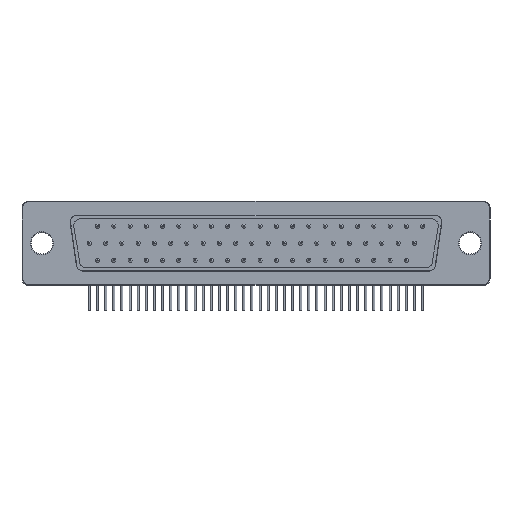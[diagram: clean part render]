
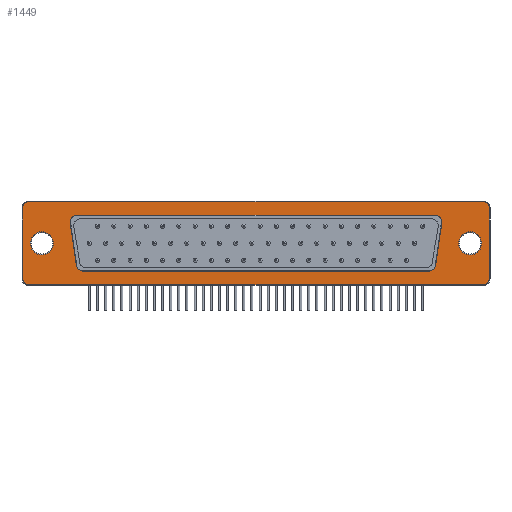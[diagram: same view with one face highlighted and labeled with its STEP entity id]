
A CAD part, front view. The second image highlights one B-rep face of the part: STEP entity #1449.
In plain terms, the highlighted planar face has unit normal (0, -1, 0).
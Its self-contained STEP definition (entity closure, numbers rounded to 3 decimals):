
#560 = VERTEX_POINT('',#561);
#561 = CARTESIAN_POINT('',(-3.057,-14.78,10.4));
#567 = EDGE_CURVE('',#560,#568,#570,.T.);
#568 = VERTEX_POINT('',#569);
#569 = CARTESIAN_POINT('',(-4.046,-14.78,9.256));
#570 = CIRCLE('',#571,1.);
#571 = AXIS2_PLACEMENT_3D('',#572,#573,#574);
#572 = CARTESIAN_POINT('',(-3.057,-14.78,9.4));
#573 = DIRECTION('',(0.,-1.,0.));
#574 = DIRECTION('',(0.,0.,-1.));
#594 = VERTEX_POINT('',#595);
#595 = CARTESIAN_POINT('',(50.052,-14.78,10.4));
#601 = EDGE_CURVE('',#560,#594,#602,.T.);
#602 = LINE('',#603,#604);
#603 = CARTESIAN_POINT('',(-4.213,-14.78,10.4));
#604 = VECTOR('',#605,1.);
#605 = DIRECTION('',(1.,0.,0.));
#616 = VERTEX_POINT('',#617);
#617 = CARTESIAN_POINT('',(-3.132,-14.78,2.956));
#625 = EDGE_CURVE('',#616,#568,#626,.T.);
#626 = LINE('',#627,#628);
#627 = CARTESIAN_POINT('',(-3.008,-14.78,2.1));
#628 = VECTOR('',#629,1.);
#629 = DIRECTION('',(-0.144,0.,0.99)
);
#640 = EDGE_CURVE('',#594,#641,#643,.T.);
#641 = VERTEX_POINT('',#642);
#642 = CARTESIAN_POINT('',(51.041,-14.78,9.256));
#643 = CIRCLE('',#644,1.);
#644 = AXIS2_PLACEMENT_3D('',#645,#646,#647);
#645 = CARTESIAN_POINT('',(50.052,-14.78,9.4));
#646 = DIRECTION('',(0.,1.,0.));
#647 = DIRECTION('',(0.,0.,-1.));
#665 = VERTEX_POINT('',#666);
#666 = CARTESIAN_POINT('',(-2.142,-14.78,2.1));
#672 = EDGE_CURVE('',#665,#616,#673,.T.);
#673 = CIRCLE('',#674,1.);
#674 = AXIS2_PLACEMENT_3D('',#675,#676,#677);
#675 = CARTESIAN_POINT('',(-2.142,-14.78,3.1));
#676 = DIRECTION('',(0.,1.,0.));
#677 = DIRECTION('',(0.,0.,-1.));
#690 = VERTEX_POINT('',#691);
#691 = CARTESIAN_POINT('',(50.127,-14.78,2.956));
#697 = EDGE_CURVE('',#641,#690,#698,.T.);
#698 = LINE('',#699,#700);
#699 = CARTESIAN_POINT('',(51.208,-14.78,10.4));
#700 = VECTOR('',#701,1.);
#701 = DIRECTION('',(-0.144,0.,-0.99
));
#714 = EDGE_CURVE('',#715,#665,#717,.T.);
#715 = VERTEX_POINT('',#716);
#716 = CARTESIAN_POINT('',(49.137,-14.78,2.1));
#717 = LINE('',#718,#719);
#718 = CARTESIAN_POINT('',(50.003,-14.78,2.1));
#719 = VECTOR('',#720,1.);
#720 = DIRECTION('',(-1.,0.,0.));
#738 = EDGE_CURVE('',#690,#715,#739,.T.);
#739 = CIRCLE('',#740,1.);
#740 = AXIS2_PLACEMENT_3D('',#741,#742,#743);
#741 = CARTESIAN_POINT('',(49.137,-14.78,3.1));
#742 = DIRECTION('',(0.,1.,0.));
#743 = DIRECTION('',(0.,0.,-1.));
#1449 = ADVANCED_FACE('',(#1450,#1520,#1531,#1541),#1552,.T.);
#1450 = FACE_BOUND('',#1451,.T.);
#1451 = EDGE_LOOP('',(#1452,#1462,#1471,#1479,#1488,#1496,#1505,#1513));
#1452 = ORIENTED_EDGE('',*,*,#1453,.T.);
#1453 = EDGE_CURVE('',#1454,#1456,#1458,.T.);
#1454 = VERTEX_POINT('',#1455);
#1455 = CARTESIAN_POINT('',(-11.103,-14.78,11.5));
#1456 = VERTEX_POINT('',#1457);
#1457 = CARTESIAN_POINT('',(-11.103,-14.78,1.));
#1458 = LINE('',#1459,#1460);
#1459 = CARTESIAN_POINT('',(-11.103,-14.78,11.5));
#1460 = VECTOR('',#1461,1.);
#1461 = DIRECTION('',(0.,0.,-1.));
#1462 = ORIENTED_EDGE('',*,*,#1463,.T.);
#1463 = EDGE_CURVE('',#1456,#1464,#1466,.T.);
#1464 = VERTEX_POINT('',#1465);
#1465 = CARTESIAN_POINT('',(-10.203,-14.78,0.1));
#1466 = CIRCLE('',#1467,0.9);
#1467 = AXIS2_PLACEMENT_3D('',#1468,#1469,#1470);
#1468 = CARTESIAN_POINT('',(-10.203,-14.78,1.));
#1469 = DIRECTION('',(0.,-1.,0.));
#1470 = DIRECTION('',(-1.,0.,0.));
#1471 = ORIENTED_EDGE('',*,*,#1472,.T.);
#1472 = EDGE_CURVE('',#1464,#1473,#1475,.T.);
#1473 = VERTEX_POINT('',#1474);
#1474 = CARTESIAN_POINT('',(57.198,-14.78,0.1));
#1475 = LINE('',#1476,#1477);
#1476 = CARTESIAN_POINT('',(-10.203,-14.78,0.1));
#1477 = VECTOR('',#1478,1.);
#1478 = DIRECTION('',(1.,0.,0.));
#1479 = ORIENTED_EDGE('',*,*,#1480,.T.);
#1480 = EDGE_CURVE('',#1473,#1481,#1483,.T.);
#1481 = VERTEX_POINT('',#1482);
#1482 = CARTESIAN_POINT('',(58.098,-14.78,1.));
#1483 = CIRCLE('',#1484,0.9);
#1484 = AXIS2_PLACEMENT_3D('',#1485,#1486,#1487);
#1485 = CARTESIAN_POINT('',(57.198,-14.78,1.));
#1486 = DIRECTION('',(0.,-1.,0.));
#1487 = DIRECTION('',(0.,0.,-1.));
#1488 = ORIENTED_EDGE('',*,*,#1489,.T.);
#1489 = EDGE_CURVE('',#1481,#1490,#1492,.T.);
#1490 = VERTEX_POINT('',#1491);
#1491 = CARTESIAN_POINT('',(58.098,-14.78,11.5));
#1492 = LINE('',#1493,#1494);
#1493 = CARTESIAN_POINT('',(58.098,-14.78,1.));
#1494 = VECTOR('',#1495,1.);
#1495 = DIRECTION('',(0.,0.,1.));
#1496 = ORIENTED_EDGE('',*,*,#1497,.T.);
#1497 = EDGE_CURVE('',#1490,#1498,#1500,.T.);
#1498 = VERTEX_POINT('',#1499);
#1499 = CARTESIAN_POINT('',(57.198,-14.78,12.4));
#1500 = CIRCLE('',#1501,0.9);
#1501 = AXIS2_PLACEMENT_3D('',#1502,#1503,#1504);
#1502 = CARTESIAN_POINT('',(57.198,-14.78,11.5));
#1503 = DIRECTION('',(0.,-1.,0.));
#1504 = DIRECTION('',(1.,0.,0.));
#1505 = ORIENTED_EDGE('',*,*,#1506,.T.);
#1506 = EDGE_CURVE('',#1498,#1507,#1509,.T.);
#1507 = VERTEX_POINT('',#1508);
#1508 = CARTESIAN_POINT('',(-10.203,-14.78,12.4));
#1509 = LINE('',#1510,#1511);
#1510 = CARTESIAN_POINT('',(57.198,-14.78,12.4));
#1511 = VECTOR('',#1512,1.);
#1512 = DIRECTION('',(-1.,0.,0.));
#1513 = ORIENTED_EDGE('',*,*,#1514,.T.);
#1514 = EDGE_CURVE('',#1507,#1454,#1515,.T.);
#1515 = CIRCLE('',#1516,0.9);
#1516 = AXIS2_PLACEMENT_3D('',#1517,#1518,#1519);
#1517 = CARTESIAN_POINT('',(-10.203,-14.78,11.5));
#1518 = DIRECTION('',(0.,-1.,0.));
#1519 = DIRECTION('',(0.,0.,1.));
#1520 = FACE_BOUND('',#1521,.T.);
#1521 = EDGE_LOOP('',(#1522));
#1522 = ORIENTED_EDGE('',*,*,#1523,.F.);
#1523 = EDGE_CURVE('',#1524,#1524,#1526,.T.);
#1524 = VERTEX_POINT('',#1525);
#1525 = CARTESIAN_POINT('',(56.948,-14.78,6.25));
#1526 = CIRCLE('',#1527,1.7);
#1527 = AXIS2_PLACEMENT_3D('',#1528,#1529,#1530);
#1528 = CARTESIAN_POINT('',(55.248,-14.78,6.25));
#1529 = DIRECTION('',(0.,-1.,0.));
#1530 = DIRECTION('',(1.,0.,0.));
#1531 = FACE_BOUND('',#1532,.T.);
#1532 = EDGE_LOOP('',(#1533,#1534,#1535,#1536,#1537,#1538,#1539,#1540));
#1533 = ORIENTED_EDGE('',*,*,#714,.T.);
#1534 = ORIENTED_EDGE('',*,*,#672,.T.);
#1535 = ORIENTED_EDGE('',*,*,#625,.T.);
#1536 = ORIENTED_EDGE('',*,*,#567,.F.);
#1537 = ORIENTED_EDGE('',*,*,#601,.T.);
#1538 = ORIENTED_EDGE('',*,*,#640,.T.);
#1539 = ORIENTED_EDGE('',*,*,#697,.T.);
#1540 = ORIENTED_EDGE('',*,*,#738,.T.);
#1541 = FACE_BOUND('',#1542,.T.);
#1542 = EDGE_LOOP('',(#1543));
#1543 = ORIENTED_EDGE('',*,*,#1544,.F.);
#1544 = EDGE_CURVE('',#1545,#1545,#1547,.T.);
#1545 = VERTEX_POINT('',#1546);
#1546 = CARTESIAN_POINT('',(-6.553,-14.78,6.25));
#1547 = CIRCLE('',#1548,1.7);
#1548 = AXIS2_PLACEMENT_3D('',#1549,#1550,#1551);
#1549 = CARTESIAN_POINT('',(-8.253,-14.78,6.25));
#1550 = DIRECTION('',(0.,-1.,0.));
#1551 = DIRECTION('',(1.,0.,0.));
#1552 = PLANE('',#1553);
#1553 = AXIS2_PLACEMENT_3D('',#1554,#1555,#1556);
#1554 = CARTESIAN_POINT('',(23.498,-14.78,6.25));
#1555 = DIRECTION('',(0.,-1.,0.));
#1556 = DIRECTION('',(1.,0.,0.));
